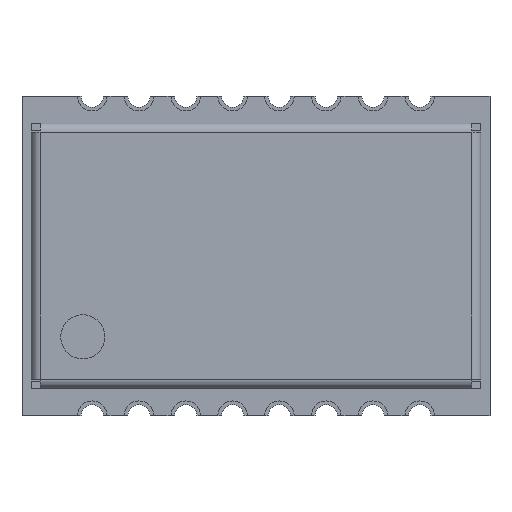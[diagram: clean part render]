
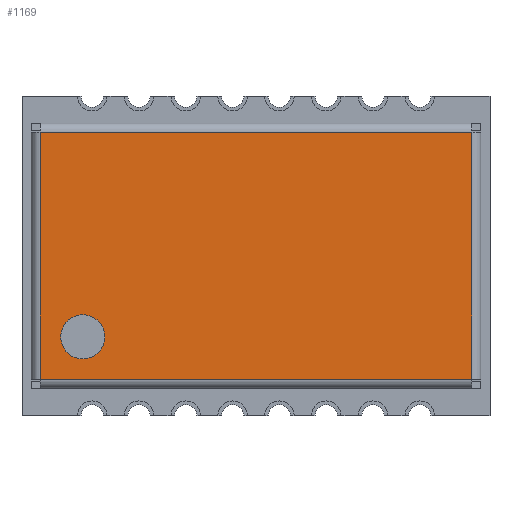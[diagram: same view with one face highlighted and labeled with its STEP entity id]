
A CAD part, top view. The second image highlights one B-rep face of the part: STEP entity #1169.
In plain terms, the highlighted planar face has unit normal (0, 0, 1).
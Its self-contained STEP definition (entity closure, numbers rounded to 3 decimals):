
#1169 = ADVANCED_FACE( '', ( #2138, #2139 ), #2140, .F. );
#2138 = FACE_BOUND( '', #3058, .T. );
#2139 = FACE_OUTER_BOUND( '', #3059, .T. );
#2140 = PLANE( '', #3060 );
#3058 = EDGE_LOOP( '', ( #5391 ) );
#3059 = EDGE_LOOP( '', ( #5392, #5393, #5394, #5395 ) );
#3060 = AXIS2_PLACEMENT_3D( '', #5396, #5397, #5398 );
#5391 = ORIENTED_EDGE( '', *, *, #6008, .T. );
#5392 = ORIENTED_EDGE( '', *, *, #6771, .T. );
#5393 = ORIENTED_EDGE( '', *, *, #6772, .F. );
#5394 = ORIENTED_EDGE( '', *, *, #6695, .F. );
#5395 = ORIENTED_EDGE( '', *, *, #6384, .T. );
#5396 = CARTESIAN_POINT( '', ( -6.1, 3.35, 2.95 ) );
#5397 = DIRECTION( '', ( 0., 0., -1. ) );
#5398 = DIRECTION( '', ( -1., 0., 0. ) );
#6008 = EDGE_CURVE( '', #7142, #7142, #7143, .T. );
#6384 = EDGE_CURVE( '', #7740, #6886, #7741, .T. );
#6695 = EDGE_CURVE( '', #7740, #7593, #8140, .T. );
#6771 = EDGE_CURVE( '', #6886, #6947, #8218, .T. );
#6772 = EDGE_CURVE( '', #7593, #6947, #8219, .T. );
#6886 = VERTEX_POINT( '', #8350 );
#6947 = VERTEX_POINT( '', #8436 );
#7142 = VERTEX_POINT( '', #8693 );
#7143 = CIRCLE( '', #8694, 0.6 );
#7593 = VERTEX_POINT( '', #9319 );
#7740 = VERTEX_POINT( '', #9515 );
#7741 = LINE( '', #9516, #9517 );
#8140 = LINE( '', #10069, #10070 );
#8218 = LINE( '', #10179, #10180 );
#8219 = LINE( '', #10181, #10182 );
#8350 = CARTESIAN_POINT( '', ( -5.85, -3.35, 2.95 ) );
#8436 = CARTESIAN_POINT( '', ( 5.85, -3.35, 2.95 ) );
#8693 = CARTESIAN_POINT( '', ( -4.1, -2.2, 2.95 ) );
#8694 = AXIS2_PLACEMENT_3D( '', #10482, #10483, #10484 );
#9319 = CARTESIAN_POINT( '', ( 5.85, 3.35, 2.95 ) );
#9515 = CARTESIAN_POINT( '', ( -5.85, 3.35, 2.95 ) );
#9516 = CARTESIAN_POINT( '', ( -5.85, 3.35, 2.95 ) );
#9517 = VECTOR( '', #10931, 1000. );
#10069 = CARTESIAN_POINT( '', ( -6.1, 3.35, 2.95 ) );
#10070 = VECTOR( '', #11259, 1000. );
#10179 = CARTESIAN_POINT( '', ( -6.1, -3.35, 2.95 ) );
#10180 = VECTOR( '', #11306, 1000. );
#10181 = CARTESIAN_POINT( '', ( 5.85, 3.35, 2.95 ) );
#10182 = VECTOR( '', #11307, 1000. );
#10482 = CARTESIAN_POINT( '', ( -4.7, -2.2, 2.95 ) );
#10483 = DIRECTION( '', ( 0., 0., -1. ) );
#10484 = DIRECTION( '', ( 1., 0., 0. ) );
#10931 = DIRECTION( '', ( 0., -1., 0. ) );
#11259 = DIRECTION( '', ( 1., 0., 0. ) );
#11306 = DIRECTION( '', ( 1., 0., 0. ) );
#11307 = DIRECTION( '', ( 0., -1., 0. ) );
